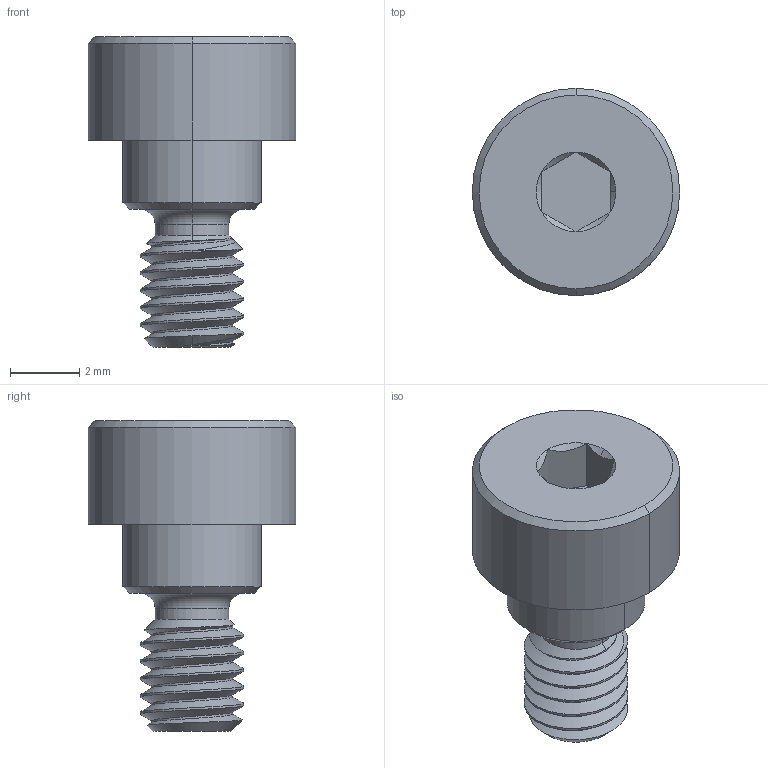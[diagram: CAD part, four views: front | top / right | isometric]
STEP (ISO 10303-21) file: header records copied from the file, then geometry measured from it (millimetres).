
FILE_DESCRIPTION (( 'STEP AP203' ), '1' );
FILE_NAME ('90263A118.STEP', '2018-01-11T15:08:45', ( '' ), ( '' ), 'SwSTEP 2.0', 'SolidWorks 2014', '' );
FILE_SCHEMA (( 'CONFIG_CONTROL_DESIGN' ));
Length unit declared in the file: millimetre
Products named in the file (1): 90263A118
Bounding box: 6 x 6 x 9 mm (x, y, z)
Volume: 125 mm3; surface area: 194.7 mm2
Topology: 1 solids, 1 shells, 49 faces, 112 edges, 68 vertices
Faces by surface type: cylinder 17, cone 16, plane 11, bspline 3, torus 2
Entity records: 2402 total; most frequent: CARTESIAN_POINT 1320, ORIENTED_EDGE 224, DIRECTION 194, EDGE_CURVE 112, AXIS2_PLACEMENT_3D 78, VERTEX_POINT 68, EDGE_LOOP 52, FACE_OUTER_BOUND 49
